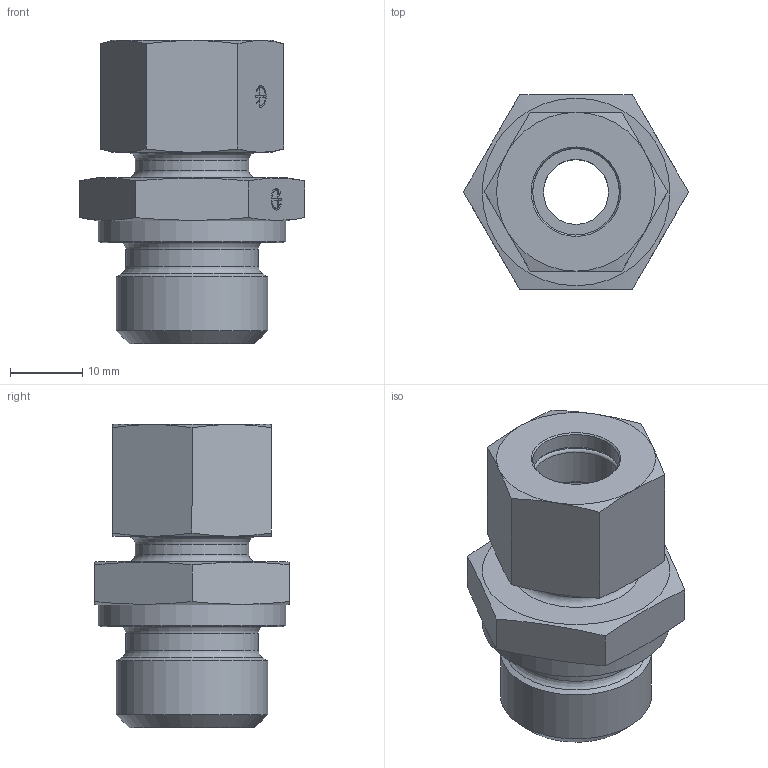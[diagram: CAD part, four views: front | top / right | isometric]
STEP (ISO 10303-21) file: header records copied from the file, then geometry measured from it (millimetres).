
FILE_DESCRIPTION(/* description */ (''),/* implementation_level */ '2;1');
FILE_NAME(/* name */ 'ge_12_lr_1-2.stp',/* time_stamp */ '2016-09-13T10:10:12+02:00',/* author */ ('leitheußer'),/* organization */ (''),/* preprocessor_version */ 'ST-DEVELOPER v15.6',/* originating_system */ 'Autodesk Inventor LT ',/* authorisation */ '');
FILE_SCHEMA (('AUTOMOTIVE_DESIGN { 1 0 10303 214 3 1 1 }'));
Length unit declared in the file: millimetre
Products named in the file (1): Assembly TN 92-12LR 1-2
Bounding box: 31.18 x 27 x 42 mm (x, y, z)
Volume: 13252.3 mm3; surface area: 6538.5 mm2
Topology: 1 solids, 2 shells, 112 faces, 260 edges, 163 vertices
Faces by surface type: plane 51, cone 29, cylinder 24, torus 8
Full cylindrical faces by diameter (mm): 9 x1, 12 x3, 14.3 x1, 15 x1, 15.7 x1, 16.4 x1, 18 x1, 18.4 x1, 20.955 x1, 26 x1
Entity records: 2866 total; most frequent: CARTESIAN_POINT 549, DIRECTION 482, ORIENTED_EDGE 424, EDGE_CURVE 212, AXIS2_PLACEMENT_3D 193, EDGE_LOOP 164, VERTEX_POINT 152, FACE_OUTER_BOUND 112
